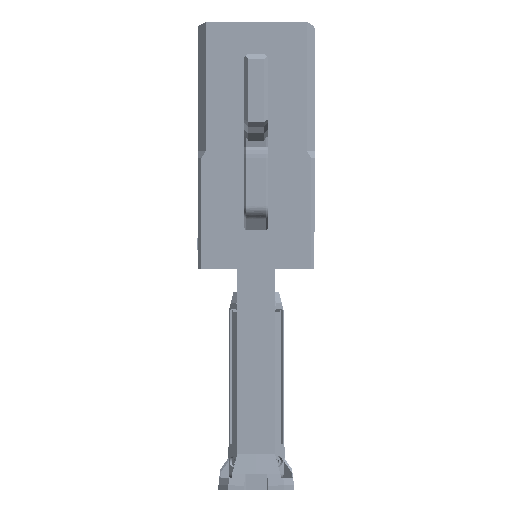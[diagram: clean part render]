
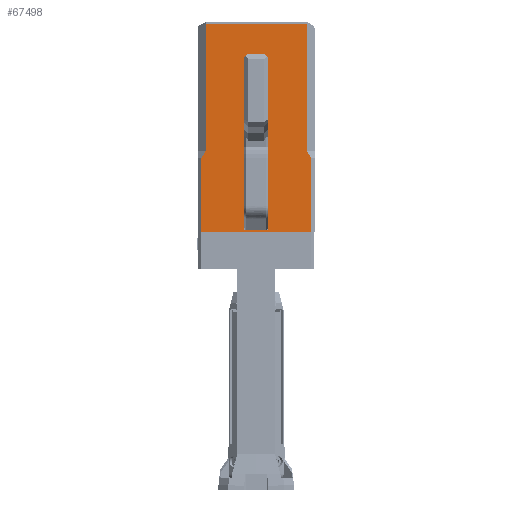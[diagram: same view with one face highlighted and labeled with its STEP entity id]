
A CAD part, front view. The second image highlights one B-rep face of the part: STEP entity #67498.
In plain terms, the highlighted planar face has unit normal (0, -1, 0).
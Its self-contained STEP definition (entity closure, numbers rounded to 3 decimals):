
#760=FACE_BOUND('',#9294,.T.);
#1864=PLANE('',#72163);
#5364=FACE_OUTER_BOUND('',#9293,.T.);
#9293=EDGE_LOOP('',(#57215,#57216,#57217,#57218,#57219,#57220,#57221,#57222,
#57223,#57224,#57225,#57226));
#9294=EDGE_LOOP('',(#57227,#57228,#57229,#57230));
#18059=LINE('',#178598,#23715);
#18080=LINE('',#178645,#23736);
#18136=LINE('',#178930,#23792);
#18169=LINE('',#178991,#23825);
#18211=LINE('',#179090,#23867);
#18390=LINE('',#180449,#24046);
#18397=LINE('',#180473,#24053);
#18403=LINE('',#180485,#24059);
#18410=LINE('',#180501,#24066);
#18445=LINE('',#180578,#24101);
#18447=LINE('',#180582,#24103);
#18457=LINE('',#180605,#24113);
#18484=LINE('',#180659,#24140);
#18485=LINE('',#180660,#24141);
#18486=LINE('',#180661,#24142);
#18487=LINE('',#180662,#24143);
#23715=VECTOR('',#82989,10.);
#23736=VECTOR('',#83022,10.);
#23792=VECTOR('',#83118,10.);
#23825=VECTOR('',#83151,10.);
#23867=VECTOR('',#83243,10.);
#24046=VECTOR('',#83706,10.);
#24053=VECTOR('',#83733,10.);
#24059=VECTOR('',#83741,10.);
#24066=VECTOR('',#83760,10.);
#24101=VECTOR('',#83853,10.);
#24103=VECTOR('',#83857,10.);
#24113=VECTOR('',#83883,10.);
#24140=VECTOR('',#83960,10.);
#24141=VECTOR('',#83961,10.);
#24142=VECTOR('',#83962,10.);
#24143=VECTOR('',#83963,10.);
#30676=VERTEX_POINT('',#178595);
#30677=VERTEX_POINT('',#178597);
#30697=VERTEX_POINT('',#178644);
#30739=VERTEX_POINT('',#178906);
#30749=VERTEX_POINT('',#178927);
#30750=VERTEX_POINT('',#178929);
#30778=VERTEX_POINT('',#178989);
#30810=VERTEX_POINT('',#179089);
#30965=VERTEX_POINT('',#180447);
#30971=VERTEX_POINT('',#180470);
#30972=VERTEX_POINT('',#180472);
#30974=VERTEX_POINT('',#180478);
#30977=VERTEX_POINT('',#180483);
#30980=VERTEX_POINT('',#180500);
#30993=VERTEX_POINT('',#180576);
#30994=VERTEX_POINT('',#180580);
#39543=EDGE_CURVE('',#30677,#30676,#18059,.F.);
#39567=EDGE_CURVE('',#30697,#30677,#18080,.T.);
#39636=EDGE_CURVE('',#30750,#30749,#18136,.T.);
#39669=EDGE_CURVE('',#30739,#30778,#18169,.T.);
#39719=EDGE_CURVE('',#30810,#30750,#18211,.F.);
#39970=EDGE_CURVE('',#30965,#30697,#18390,.F.);
#39981=EDGE_CURVE('',#30971,#30972,#18397,.T.);
#39987=EDGE_CURVE('',#30974,#30977,#18403,.T.);
#39995=EDGE_CURVE('',#30980,#30810,#18410,.T.);
#40034=EDGE_CURVE('',#30676,#30993,#18445,.T.);
#40036=EDGE_CURVE('',#30993,#30994,#18447,.F.);
#40047=EDGE_CURVE('',#30739,#30994,#18457,.T.);
#40074=EDGE_CURVE('',#30965,#30749,#18484,.T.);
#40075=EDGE_CURVE('',#30778,#30980,#18485,.F.);
#40076=EDGE_CURVE('',#30972,#30977,#18486,.F.);
#40077=EDGE_CURVE('',#30974,#30971,#18487,.F.);
#57215=ORIENTED_EDGE('',*,*,#40074,.F.);
#57216=ORIENTED_EDGE('',*,*,#39970,.T.);
#57217=ORIENTED_EDGE('',*,*,#39567,.T.);
#57218=ORIENTED_EDGE('',*,*,#39543,.T.);
#57219=ORIENTED_EDGE('',*,*,#40034,.T.);
#57220=ORIENTED_EDGE('',*,*,#40036,.T.);
#57221=ORIENTED_EDGE('',*,*,#40047,.F.);
#57222=ORIENTED_EDGE('',*,*,#39669,.T.);
#57223=ORIENTED_EDGE('',*,*,#40075,.T.);
#57224=ORIENTED_EDGE('',*,*,#39995,.T.);
#57225=ORIENTED_EDGE('',*,*,#39719,.T.);
#57226=ORIENTED_EDGE('',*,*,#39636,.T.);
#57227=ORIENTED_EDGE('',*,*,#40076,.F.);
#57228=ORIENTED_EDGE('',*,*,#39981,.F.);
#57229=ORIENTED_EDGE('',*,*,#40077,.F.);
#57230=ORIENTED_EDGE('',*,*,#39987,.T.);
#67498=ADVANCED_FACE('',(#5364,#760),#1864,.F.);
#72163=AXIS2_PLACEMENT_3D('',#180658,#83958,#83959);
#82989=DIRECTION('',(1.,0.,0.));
#83022=DIRECTION('',(0.,0.,1.));
#83118=DIRECTION('',(1.,0.,0.));
#83151=DIRECTION('',(1.,0.,0.));
#83243=DIRECTION('',(0.,0.,-1.));
#83706=DIRECTION('',(0.496,0.,-0.868));
#83733=DIRECTION('',(-1.,0.,0.));
#83741=DIRECTION('',(-1.,0.,0.));
#83760=DIRECTION('',(1.,0.,0.));
#83853=DIRECTION('',(0.,0.,-1.));
#83857=DIRECTION('',(0.496,0.,0.868));
#83883=DIRECTION('',(0.,0.,1.));
#83958=DIRECTION('center_axis',(0.,1.,0.));
#83959=DIRECTION('ref_axis',(1.,0.,0.));
#83960=DIRECTION('',(0.,0.,-1.));
#83961=DIRECTION('',(0.,0.,1.));
#83962=DIRECTION('',(0.,0.,1.));
#83963=DIRECTION('',(0.,0.,-1.));
#178595=CARTESIAN_POINT('',(-37.714,-0.7,103.951));
#178597=CARTESIAN_POINT('',(37.714,-0.7,103.951));
#178598=CARTESIAN_POINT('',(-23.,-0.7,103.951));
#178644=CARTESIAN_POINT('',(37.714,-0.7,9.525));
#178645=CARTESIAN_POINT('',(37.714,-0.7,6.));
#178906=CARTESIAN_POINT('',(-41.,-0.7,-51.));
#178927=CARTESIAN_POINT('',(41.,-0.7,-51.));
#178929=CARTESIAN_POINT('',(13.1,-0.7,-51.));
#178930=CARTESIAN_POINT('',(0.,-0.7,-51.));
#178989=CARTESIAN_POINT('',(-13.1,-0.7,-51.));
#178991=CARTESIAN_POINT('',(0.,-0.7,-51.));
#179089=CARTESIAN_POINT('',(13.1,-0.7,-51.));
#179090=CARTESIAN_POINT('',(13.1,-0.7,24.705));
#180447=CARTESIAN_POINT('',(41.,-0.7,3.775));
#180449=CARTESIAN_POINT('',(35.242,-0.7,13.852));
#180470=CARTESIAN_POINT('',(9.,-0.7,51.844));
#180472=CARTESIAN_POINT('',(-9.,-0.7,51.844));
#180473=CARTESIAN_POINT('',(-2.25,-0.7,51.844));
#180478=CARTESIAN_POINT('',(9.,-0.7,-50.031));
#180483=CARTESIAN_POINT('',(-9.,-0.7,-50.031));
#180485=CARTESIAN_POINT('',(4.5,-0.7,-50.031));
#180500=CARTESIAN_POINT('',(-13.1,-0.7,-51.));
#180501=CARTESIAN_POINT('',(4.5,-0.7,-51.));
#180576=CARTESIAN_POINT('',(-37.714,-0.7,9.525));
#180578=CARTESIAN_POINT('',(-37.714,-0.7,6.));
#180580=CARTESIAN_POINT('',(-41.,-0.7,3.775));
#180582=CARTESIAN_POINT('',(-35.242,-0.7,13.852));
#180605=CARTESIAN_POINT('',(-41.,-0.7,-43.));
#180658=CARTESIAN_POINT('Origin',(0.,-0.7,0.));
#180659=CARTESIAN_POINT('',(41.,-0.7,43.));
#180660=CARTESIAN_POINT('',(-13.1,-0.7,-24.966));
#180661=CARTESIAN_POINT('',(-9.,-0.7,-21.));
#180662=CARTESIAN_POINT('',(9.,-0.7,-1.));
